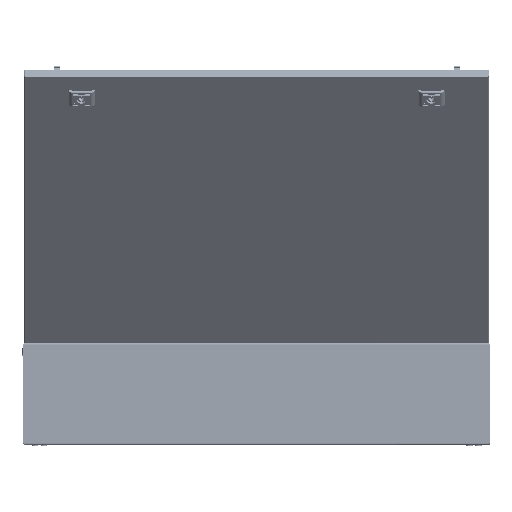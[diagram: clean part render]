
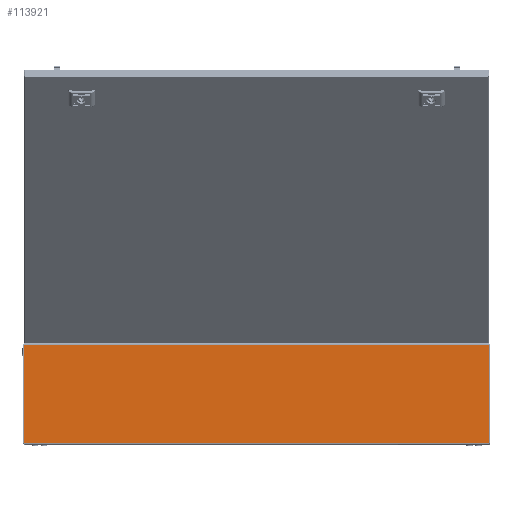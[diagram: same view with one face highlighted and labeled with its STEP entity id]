
A CAD part, front view. The second image highlights one B-rep face of the part: STEP entity #113921.
In plain terms, the highlighted planar face has unit normal (0, -1, 0).
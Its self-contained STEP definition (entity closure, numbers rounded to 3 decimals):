
#16637 = CARTESIAN_POINT ( 'NONE',  ( -398.4, -300., 170.5 ) ) ;
#16639 = CARTESIAN_POINT ( 'NONE',  ( -398.4, -300., 1.5 ) ) ;
#16647 = CARTESIAN_POINT ( 'NONE',  ( 398.4, -300., 170.5 ) ) ;
#16651 = CARTESIAN_POINT ( 'NONE',  ( 398.4, -300., 1.5 ) ) ;
#19541 = VERTEX_POINT ( 'NONE', #16637 ) ;
#19543 = VERTEX_POINT ( 'NONE', #16639 ) ;
#19551 = VERTEX_POINT ( 'NONE', #16647 ) ;
#19555 = VERTEX_POINT ( 'NONE', #16651 ) ;
#41150 = LINE ( 'NONE', #41185, #41638 ) ;
#41156 = LINE ( 'NONE', #41172, #41637 ) ;
#41162 = LINE ( 'NONE', #41198, #41639 ) ;
#41172 = CARTESIAN_POINT ( 'NONE',  ( 398.4, -300., 1.5 ) ) ;
#41178 = LINE ( 'NONE', #41228, #41640 ) ;
#41181 = DIRECTION ( 'NONE',  ( 0., 0., 1. ) ) ;
#41185 = CARTESIAN_POINT ( 'NONE',  ( -398.4, -300., 1.5 ) ) ;
#41195 = DIRECTION ( 'NONE',  ( 0., 0., 1. ) ) ;
#41198 = CARTESIAN_POINT ( 'NONE',  ( 397.793, -300., 170.5 ) ) ;
#41208 = DIRECTION ( 'NONE',  ( -1., 0., 0. ) ) ;
#41228 = CARTESIAN_POINT ( 'NONE',  ( -398.5, -300., 1.5 ) ) ;
#41237 = DIRECTION ( 'NONE',  ( -1., 0., 0. ) ) ;
#41637 = VECTOR ( 'NONE', #41181, 1000. ) ;
#41638 = VECTOR ( 'NONE', #41195, 1000. ) ;
#41639 = VECTOR ( 'NONE', #41208, 1000. ) ;
#41640 = VECTOR ( 'NONE', #41237, 1000. ) ;
#55688 = EDGE_LOOP ( 'NONE', ( #58268, #58273, #58278, #58282 ) ) ;
#58268 = ORIENTED_EDGE ( 'NONE', *, *, #91351, .T. ) ;
#58273 = ORIENTED_EDGE ( 'NONE', *, *, #91350, .F. ) ;
#58278 = ORIENTED_EDGE ( 'NONE', *, *, #91353, .F. ) ;
#58282 = ORIENTED_EDGE ( 'NONE', *, *, #91349, .T. ) ;
#91349 = EDGE_CURVE ( 'NONE', #19555, #19551, #41156, .T. ) ;
#91350 = EDGE_CURVE ( 'NONE', #19543, #19541, #41150, .T. ) ;
#91351 = EDGE_CURVE ( 'NONE', #19551, #19541, #41162, .T. ) ;
#91353 = EDGE_CURVE ( 'NONE', #19555, #19543, #41178, .T. ) ;
#106887 = AXIS2_PLACEMENT_3D ( 'NONE', #115448, #115468, #115470 ) ;
#113921 = ADVANCED_FACE ( 'NONE', ( #115463 ), #115465, .F. ) ;
#115448 = CARTESIAN_POINT ( 'NONE',  ( -398.5, -300., 172. ) ) ;
#115463 = FACE_OUTER_BOUND ( 'NONE', #55688, .T. ) ;
#115465 = PLANE ( 'NONE',  #106887 ) ;
#115468 = DIRECTION ( 'NONE',  ( 0., 1., 0. ) ) ;
#115470 = DIRECTION ( 'NONE',  ( 0., 0., 1. ) ) ;
